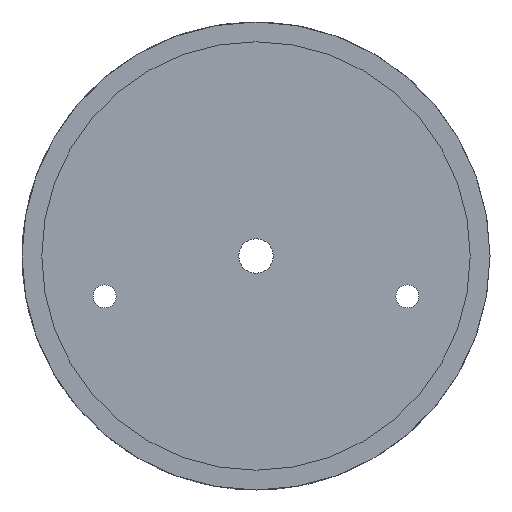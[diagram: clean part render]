
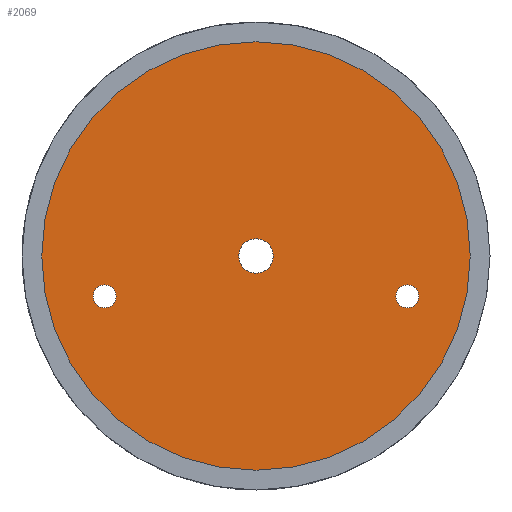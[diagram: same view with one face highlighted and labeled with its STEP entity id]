
A CAD part, front view. The second image highlights one B-rep face of the part: STEP entity #2069.
In plain terms, the highlighted planar face has unit normal (0, -1, 0).
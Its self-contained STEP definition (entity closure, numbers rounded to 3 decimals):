
#313 = CYLINDRICAL_SURFACE('',#314,2.096);
#314 = AXIS2_PLACEMENT_3D('',#315,#316,#317);
#315 = CARTESIAN_POINT('',(0.,-0.635,0.));
#316 = DIRECTION('',(0.,-1.,0.));
#317 = DIRECTION('',(1.,0.,0.));
#1231 = EDGE_CURVE('',#1232,#1232,#1234,.T.);
#1232 = VERTEX_POINT('',#1233);
#1233 = CARTESIAN_POINT('',(2.096,-0.635,0.));
#1234 = SURFACE_CURVE('',#1235,(#1240,#1247),.PCURVE_S1.);
#1235 = CIRCLE('',#1236,2.096);
#1236 = AXIS2_PLACEMENT_3D('',#1237,#1238,#1239);
#1237 = CARTESIAN_POINT('',(0.,-0.635,0.));
#1238 = DIRECTION('',(0.,-1.,0.));
#1239 = DIRECTION('',(1.,0.,0.));
#1240 = PCURVE('',#313,#1241);
#1241 = DEFINITIONAL_REPRESENTATION('',(#1242),#1246);
#1242 = LINE('',#1243,#1244);
#1243 = CARTESIAN_POINT('',(0.,0.));
#1244 = VECTOR('',#1245,1.);
#1245 = DIRECTION('',(1.,0.));
#1246 = ( GEOMETRIC_REPRESENTATION_CONTEXT(2) 
PARAMETRIC_REPRESENTATION_CONTEXT() REPRESENTATION_CONTEXT('2D SPACE',''
  ) );
#1247 = PCURVE('',#1248,#1253);
#1248 = PLANE('',#1249);
#1249 = AXIS2_PLACEMENT_3D('',#1250,#1251,#1252);
#1250 = CARTESIAN_POINT('',(0.,-0.635,0.));
#1251 = DIRECTION('',(0.,1.,0.));
#1252 = DIRECTION('',(0.,0.,1.));
#1253 = DEFINITIONAL_REPRESENTATION('',(#1254),#1262);
#1254 = ( BOUNDED_CURVE() B_SPLINE_CURVE(2,(#1255,#1256,#1257,#1258,
#1259,#1260,#1261),.UNSPECIFIED.,.T.,.F.) B_SPLINE_CURVE_WITH_KNOTS((1,2
    ,2,2,2,1),(-2.094,0.,2.094,4.189,
6.283,8.378),.UNSPECIFIED.) CURVE() 
GEOMETRIC_REPRESENTATION_ITEM() RATIONAL_B_SPLINE_CURVE((1.,0.5,1.,0.5,
1.,0.5,1.)) REPRESENTATION_ITEM('') );
#1255 = CARTESIAN_POINT('',(0.,2.096));
#1256 = CARTESIAN_POINT('',(3.63,2.096));
#1257 = CARTESIAN_POINT('',(1.815,-1.048));
#1258 = CARTESIAN_POINT('',(0.,-4.191));
#1259 = CARTESIAN_POINT('',(-1.815,-1.048));
#1260 = CARTESIAN_POINT('',(-3.63,2.096));
#1261 = CARTESIAN_POINT('',(0.,2.096));
#1262 = ( GEOMETRIC_REPRESENTATION_CONTEXT(2) 
PARAMETRIC_REPRESENTATION_CONTEXT() REPRESENTATION_CONTEXT('2D SPACE',''
  ) );
#2069 = ADVANCED_FACE('',(#2070,#2105,#2140,#2175),#1248,.F.);
#2070 = FACE_BOUND('',#2071,.F.);
#2071 = EDGE_LOOP('',(#2072));
#2072 = ORIENTED_EDGE('',*,*,#2073,.F.);
#2073 = EDGE_CURVE('',#2074,#2074,#2076,.T.);
#2074 = VERTEX_POINT('',#2075);
#2075 = CARTESIAN_POINT('',(26.162,-0.635,0.));
#2076 = SURFACE_CURVE('',#2077,(#2082,#2093),.PCURVE_S1.);
#2077 = CIRCLE('',#2078,26.162);
#2078 = AXIS2_PLACEMENT_3D('',#2079,#2080,#2081);
#2079 = CARTESIAN_POINT('',(0.,-0.635,0.));
#2080 = DIRECTION('',(0.,-1.,0.));
#2081 = DIRECTION('',(1.,0.,0.));
#2082 = PCURVE('',#1248,#2083);
#2083 = DEFINITIONAL_REPRESENTATION('',(#2084),#2092);
#2084 = ( BOUNDED_CURVE() B_SPLINE_CURVE(2,(#2085,#2086,#2087,#2088,
#2089,#2090,#2091),.UNSPECIFIED.,.T.,.F.) B_SPLINE_CURVE_WITH_KNOTS((1,2
    ,2,2,2,1),(-2.094,0.,2.094,4.189,
6.283,8.378),.UNSPECIFIED.) CURVE() 
GEOMETRIC_REPRESENTATION_ITEM() RATIONAL_B_SPLINE_CURVE((1.,0.5,1.,0.5,
1.,0.5,1.)) REPRESENTATION_ITEM('') );
#2085 = CARTESIAN_POINT('',(0.,26.162));
#2086 = CARTESIAN_POINT('',(45.314,26.162));
#2087 = CARTESIAN_POINT('',(22.657,-13.081));
#2088 = CARTESIAN_POINT('',(0.,-52.324));
#2089 = CARTESIAN_POINT('',(-22.657,-13.081));
#2090 = CARTESIAN_POINT('',(-45.314,26.162));
#2091 = CARTESIAN_POINT('',(0.,26.162));
#2092 = ( GEOMETRIC_REPRESENTATION_CONTEXT(2) 
PARAMETRIC_REPRESENTATION_CONTEXT() REPRESENTATION_CONTEXT('2D SPACE',''
  ) );
#2093 = PCURVE('',#2094,#2099);
#2094 = CYLINDRICAL_SURFACE('',#2095,26.162);
#2095 = AXIS2_PLACEMENT_3D('',#2096,#2097,#2098);
#2096 = CARTESIAN_POINT('',(0.,20.32,0.));
#2097 = DIRECTION('',(0.,1.,0.));
#2098 = DIRECTION('',(1.,0.,0.));
#2099 = DEFINITIONAL_REPRESENTATION('',(#2100),#2104);
#2100 = LINE('',#2101,#2102);
#2101 = CARTESIAN_POINT('',(-0.,-20.955));
#2102 = VECTOR('',#2103,1.);
#2103 = DIRECTION('',(-1.,0.));
#2104 = ( GEOMETRIC_REPRESENTATION_CONTEXT(2) 
PARAMETRIC_REPRESENTATION_CONTEXT() REPRESENTATION_CONTEXT('2D SPACE',''
  ) );
#2105 = FACE_BOUND('',#2106,.F.);
#2106 = EDGE_LOOP('',(#2107));
#2107 = ORIENTED_EDGE('',*,*,#2108,.T.);
#2108 = EDGE_CURVE('',#2109,#2109,#2111,.T.);
#2109 = VERTEX_POINT('',#2110);
#2110 = CARTESIAN_POINT('',(-17.076,-0.635,-4.925));
#2111 = SURFACE_CURVE('',#2112,(#2117,#2128),.PCURVE_S1.);
#2112 = CIRCLE('',#2113,1.4);
#2113 = AXIS2_PLACEMENT_3D('',#2114,#2115,#2116);
#2114 = CARTESIAN_POINT('',(-18.476,-0.635,-4.925));
#2115 = DIRECTION('',(0.,-1.,0.));
#2116 = DIRECTION('',(1.,0.,0.));
#2117 = PCURVE('',#1248,#2118);
#2118 = DEFINITIONAL_REPRESENTATION('',(#2119),#2127);
#2119 = ( BOUNDED_CURVE() B_SPLINE_CURVE(2,(#2120,#2121,#2122,#2123,
#2124,#2125,#2126),.UNSPECIFIED.,.T.,.F.) B_SPLINE_CURVE_WITH_KNOTS((1,2
    ,2,2,2,1),(-2.094,0.,2.094,4.189,
6.283,8.378),.UNSPECIFIED.) CURVE() 
GEOMETRIC_REPRESENTATION_ITEM() RATIONAL_B_SPLINE_CURVE((1.,0.5,1.,0.5,
1.,0.5,1.)) REPRESENTATION_ITEM('') );
#2120 = CARTESIAN_POINT('',(-4.925,-17.076));
#2121 = CARTESIAN_POINT('',(-2.5,-17.076));
#2122 = CARTESIAN_POINT('',(-3.713,-19.176));
#2123 = CARTESIAN_POINT('',(-4.925,-21.276));
#2124 = CARTESIAN_POINT('',(-6.137,-19.176));
#2125 = CARTESIAN_POINT('',(-7.35,-17.076));
#2126 = CARTESIAN_POINT('',(-4.925,-17.076));
#2127 = ( GEOMETRIC_REPRESENTATION_CONTEXT(2) 
PARAMETRIC_REPRESENTATION_CONTEXT() REPRESENTATION_CONTEXT('2D SPACE',''
  ) );
#2128 = PCURVE('',#2129,#2134);
#2129 = CYLINDRICAL_SURFACE('',#2130,1.4);
#2130 = AXIS2_PLACEMENT_3D('',#2131,#2132,#2133);
#2131 = CARTESIAN_POINT('',(-18.476,-0.635,-4.925));
#2132 = DIRECTION('',(0.,-1.,0.));
#2133 = DIRECTION('',(1.,0.,0.));
#2134 = DEFINITIONAL_REPRESENTATION('',(#2135),#2139);
#2135 = LINE('',#2136,#2137);
#2136 = CARTESIAN_POINT('',(0.,0.));
#2137 = VECTOR('',#2138,1.);
#2138 = DIRECTION('',(1.,0.));
#2139 = ( GEOMETRIC_REPRESENTATION_CONTEXT(2) 
PARAMETRIC_REPRESENTATION_CONTEXT() REPRESENTATION_CONTEXT('2D SPACE',''
  ) );
#2140 = FACE_BOUND('',#2141,.F.);
#2141 = EDGE_LOOP('',(#2142));
#2142 = ORIENTED_EDGE('',*,*,#2143,.T.);
#2143 = EDGE_CURVE('',#2144,#2144,#2146,.T.);
#2144 = VERTEX_POINT('',#2145);
#2145 = CARTESIAN_POINT('',(19.876,-0.635,-4.925));
#2146 = SURFACE_CURVE('',#2147,(#2152,#2163),.PCURVE_S1.);
#2147 = CIRCLE('',#2148,1.4);
#2148 = AXIS2_PLACEMENT_3D('',#2149,#2150,#2151);
#2149 = CARTESIAN_POINT('',(18.476,-0.635,-4.925));
#2150 = DIRECTION('',(0.,-1.,0.));
#2151 = DIRECTION('',(1.,0.,0.));
#2152 = PCURVE('',#1248,#2153);
#2153 = DEFINITIONAL_REPRESENTATION('',(#2154),#2162);
#2154 = ( BOUNDED_CURVE() B_SPLINE_CURVE(2,(#2155,#2156,#2157,#2158,
#2159,#2160,#2161),.UNSPECIFIED.,.T.,.F.) B_SPLINE_CURVE_WITH_KNOTS((1,2
    ,2,2,2,1),(-2.094,0.,2.094,4.189,
6.283,8.378),.UNSPECIFIED.) CURVE() 
GEOMETRIC_REPRESENTATION_ITEM() RATIONAL_B_SPLINE_CURVE((1.,0.5,1.,0.5,
1.,0.5,1.)) REPRESENTATION_ITEM('') );
#2155 = CARTESIAN_POINT('',(-4.925,19.876));
#2156 = CARTESIAN_POINT('',(-2.5,19.876));
#2157 = CARTESIAN_POINT('',(-3.713,17.776));
#2158 = CARTESIAN_POINT('',(-4.925,15.676));
#2159 = CARTESIAN_POINT('',(-6.137,17.776));
#2160 = CARTESIAN_POINT('',(-7.35,19.876));
#2161 = CARTESIAN_POINT('',(-4.925,19.876));
#2162 = ( GEOMETRIC_REPRESENTATION_CONTEXT(2) 
PARAMETRIC_REPRESENTATION_CONTEXT() REPRESENTATION_CONTEXT('2D SPACE',''
  ) );
#2163 = PCURVE('',#2164,#2169);
#2164 = CYLINDRICAL_SURFACE('',#2165,1.4);
#2165 = AXIS2_PLACEMENT_3D('',#2166,#2167,#2168);
#2166 = CARTESIAN_POINT('',(18.476,-0.635,-4.925));
#2167 = DIRECTION('',(0.,-1.,0.));
#2168 = DIRECTION('',(1.,0.,0.));
#2169 = DEFINITIONAL_REPRESENTATION('',(#2170),#2174);
#2170 = LINE('',#2171,#2172);
#2171 = CARTESIAN_POINT('',(0.,0.));
#2172 = VECTOR('',#2173,1.);
#2173 = DIRECTION('',(1.,0.));
#2174 = ( GEOMETRIC_REPRESENTATION_CONTEXT(2) 
PARAMETRIC_REPRESENTATION_CONTEXT() REPRESENTATION_CONTEXT('2D SPACE',''
  ) );
#2175 = FACE_BOUND('',#2176,.F.);
#2176 = EDGE_LOOP('',(#2177));
#2177 = ORIENTED_EDGE('',*,*,#1231,.T.);
